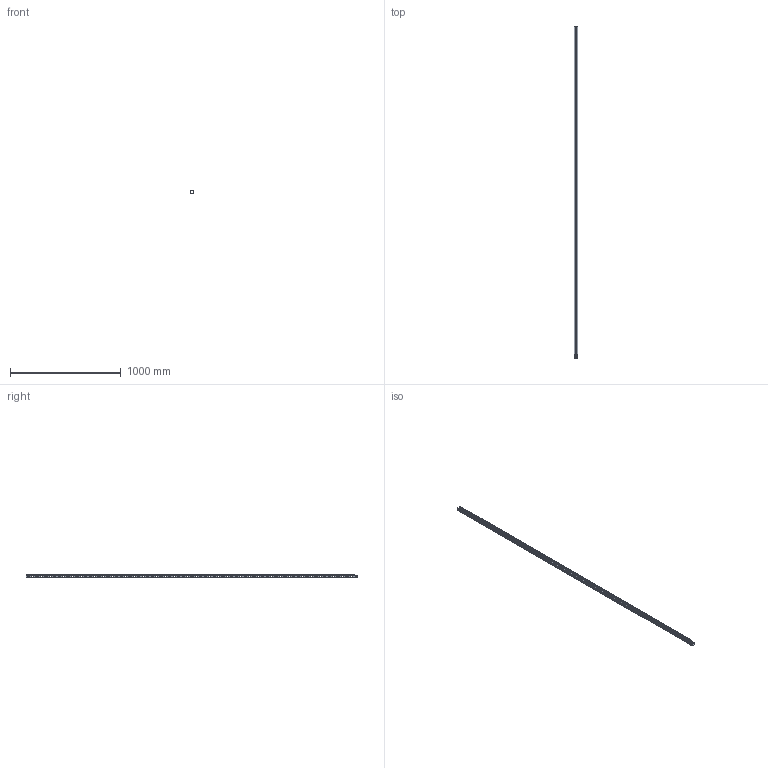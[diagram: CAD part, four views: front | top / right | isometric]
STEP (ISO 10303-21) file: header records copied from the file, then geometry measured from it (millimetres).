
FILE_DESCRIPTION(/* description */ (''),/* implementation_level */ '2;1');
FILE_NAME(/* name */ 'KGJ35H30_3.stp',/* time_stamp */ '2020-03-24T12:27:14+01:00',/* author */ ('stanislaw.luczak'),/* organization */ (''),/* preprocessor_version */ 'ST-DEVELOPER v18',/* originating_system */ 'Autodesk Inventor 2020',/* authorisation */ '');
FILE_SCHEMA (('AUTOMOTIVE_DESIGN { 1 0 10303 214 3 1 1 }'));
Products named in the file (1): KGR35H30_3
Bounding box: 36 x 3000 x 30.47 mm (x, y, z)
Volume: 140453.3 mm3; surface area: 574121 mm2
Topology: 1 solids, 1 shells, 2745 faces, 8085 edges, 5346 vertices
Faces by surface type: plane 1567, cylinder 1170, torus 8
Entity records: 92962 total; most frequent: CARTESIAN_POINT 16177, ORIENTED_EDGE 16170, DIRECTION 15971, EDGE_CURVE 8085, LINE 5691, VECTOR 5691, VERTEX_POINT 5346, AXIS2_PLACEMENT_3D 5140
